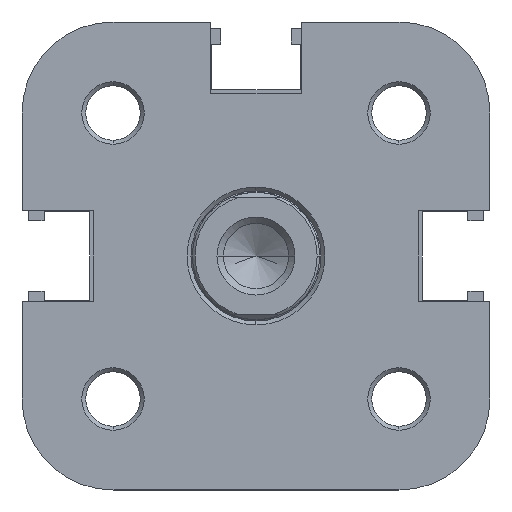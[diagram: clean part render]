
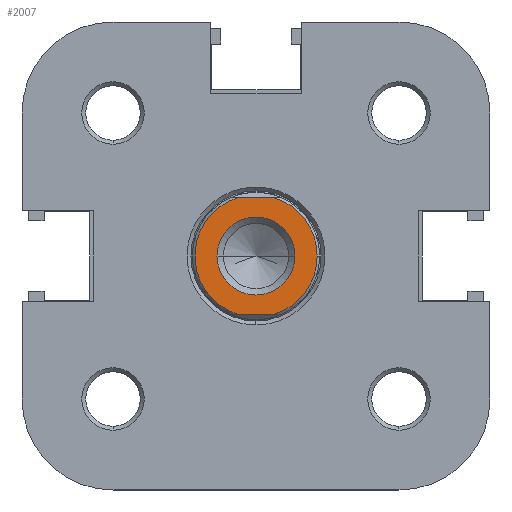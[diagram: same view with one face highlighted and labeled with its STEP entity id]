
A CAD part, left-side view. The second image highlights one B-rep face of the part: STEP entity #2007.
In plain terms, the highlighted face is planar.
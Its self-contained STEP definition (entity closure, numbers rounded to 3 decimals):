
#72 = AXIS2_PLACEMENT_3D ( 'NONE', #5411, #5412, #5413 ) ;
#74 = AXIS2_PLACEMENT_3D ( 'NONE', #5440, #5441, #5442 ) ;
#101 = AXIS2_PLACEMENT_3D ( 'NONE', #292, #294, #295 ) ;
#107 = AXIS2_PLACEMENT_3D ( 'NONE', #314, #321, #322 ) ;
#110 = AXIS2_PLACEMENT_3D ( 'NONE', #334, #335, #336 ) ;
#292 = CARTESIAN_POINT ( 'NONE',  ( 449., 0., 0. ) ) ;
#294 = DIRECTION ( 'NONE',  ( -1., 0., 0. ) ) ;
#295 = DIRECTION ( 'NONE',  ( 0., 0., -1. ) ) ;
#314 = CARTESIAN_POINT ( 'NONE',  ( 449., 0., 0. ) ) ;
#321 = DIRECTION ( 'NONE',  ( -1., 0., 0. ) ) ;
#322 = DIRECTION ( 'NONE',  ( 0., 0., -1. ) ) ;
#329 = CARTESIAN_POINT ( 'NONE',  ( 449., -4.5, -10. ) ) ;
#330 = DIRECTION ( 'NONE',  ( 0., 0., 1. ) ) ;
#334 = CARTESIAN_POINT ( 'NONE',  ( 449., 0., 0. ) ) ;
#335 = DIRECTION ( 'NONE',  ( 1., 0., 0. ) ) ;
#336 = DIRECTION ( 'NONE',  ( 0., 0., -1. ) ) ;
#338 = CARTESIAN_POINT ( 'NONE',  ( 449., 4.5, -10. ) ) ;
#339 = DIRECTION ( 'NONE',  ( 0., 0., 1. ) ) ;
#972 = ORIENTED_EDGE ( 'NONE', *, *, #3854, .F. ) ;
#973 = ORIENTED_EDGE ( 'NONE', *, *, #3782, .F. ) ;
#974 = ORIENTED_EDGE ( 'NONE', *, *, #3855, .T. ) ;
#975 = ORIENTED_EDGE ( 'NONE', *, *, #3849, .F. ) ;
#976 = ORIENTED_EDGE ( 'NONE', *, *, #3852, .F. ) ;
#977 = ORIENTED_EDGE ( 'NONE', *, *, #3840, .F. ) ;
#978 = ORIENTED_EDGE ( 'NONE', *, *, #3771, .F. ) ;
#1227 = EDGE_LOOP ( 'NONE', ( #972, #973 ) ) ;
#1229 = EDGE_LOOP ( 'NONE', ( #974, #975, #976, #977, #978 ) ) ;
#1395 = FACE_BOUND ( 'NONE', #1227, .T. ) ;
#1404 = FACE_OUTER_BOUND ( 'NONE', #1229, .T. ) ;
#2007 = ADVANCED_FACE ( 'NONE', ( #1395, #1404 ), #2731, .F. ) ;
#2422 = VERTEX_POINT ( 'NONE', #4405 ) ;
#2423 = VERTEX_POINT ( 'NONE', #4406 ) ;
#2439 = VERTEX_POINT ( 'NONE', #4422 ) ;
#2440 = VERTEX_POINT ( 'NONE', #4423 ) ;
#2478 = VERTEX_POINT ( 'NONE', #4461 ) ;
#2479 = VERTEX_POINT ( 'NONE', #4462 ) ;
#2480 = VERTEX_POINT ( 'NONE', #4463 ) ;
#2730 = CARTESIAN_POINT ( 'NONE',  ( 449., 0., 0. ) ) ;
#2731 = PLANE ( 'NONE',  #3966 ) ;
#2732 = DIRECTION ( 'NONE',  ( -1., 0., 0. ) ) ;
#2733 = DIRECTION ( 'NONE',  ( 0., 0., -1. ) ) ;
#3771 = EDGE_CURVE ( 'NONE', #2422, #2423, #5860, .T. ) ;
#3782 = EDGE_CURVE ( 'NONE', #2439, #2440, #5874, .T. ) ;
#3840 = EDGE_CURVE ( 'NONE', #2423, #2480, #5952, .T. ) ;
#3849 = EDGE_CURVE ( 'NONE', #2479, #2478, #5960, .T. ) ;
#3852 = EDGE_CURVE ( 'NONE', #2480, #2479, #5957, .T. ) ;
#3854 = EDGE_CURVE ( 'NONE', #2440, #2439, #5967, .T. ) ;
#3855 = EDGE_CURVE ( 'NONE', #2422, #2478, #5964, .T. ) ;
#3966 = AXIS2_PLACEMENT_3D ( 'NONE', #2730, #2732, #2733 ) ;
#4405 = CARTESIAN_POINT ( 'NONE',  ( 449., 4.5, -1.356 ) ) ;
#4406 = CARTESIAN_POINT ( 'NONE',  ( 449., 0., -4.7 ) ) ;
#4422 = CARTESIAN_POINT ( 'NONE',  ( 449., 0., -3. ) ) ;
#4423 = CARTESIAN_POINT ( 'NONE',  ( 449., 0., 3. ) ) ;
#4461 = CARTESIAN_POINT ( 'NONE',  ( 449., 4.5, 1.356 ) ) ;
#4462 = CARTESIAN_POINT ( 'NONE',  ( 449., -4.5, 1.356 ) ) ;
#4463 = CARTESIAN_POINT ( 'NONE',  ( 449., -4.5, -1.356 ) ) ;
#5411 = CARTESIAN_POINT ( 'NONE',  ( 449., 0., 0. ) ) ;
#5412 = DIRECTION ( 'NONE',  ( -1., 0., 0. ) ) ;
#5413 = DIRECTION ( 'NONE',  ( 0., 0., -1. ) ) ;
#5440 = CARTESIAN_POINT ( 'NONE',  ( 449., 0., 0. ) ) ;
#5441 = DIRECTION ( 'NONE',  ( 1., 0., 0. ) ) ;
#5442 = DIRECTION ( 'NONE',  ( 0., 0., -1. ) ) ;
#5860 = CIRCLE ( 'NONE', #72, 4.7 ) ;
#5874 = CIRCLE ( 'NONE', #74, 3. ) ;
#5952 = CIRCLE ( 'NONE', #101, 4.7 ) ;
#5957 = LINE ( 'NONE', #329, #5961 ) ;
#5960 = CIRCLE ( 'NONE', #107, 4.7 ) ;
#5961 = VECTOR ( 'NONE', #330, 1000. ) ;
#5964 = LINE ( 'NONE', #338, #5965 ) ;
#5965 = VECTOR ( 'NONE', #339, 1000. ) ;
#5967 = CIRCLE ( 'NONE', #110, 3. ) ;
